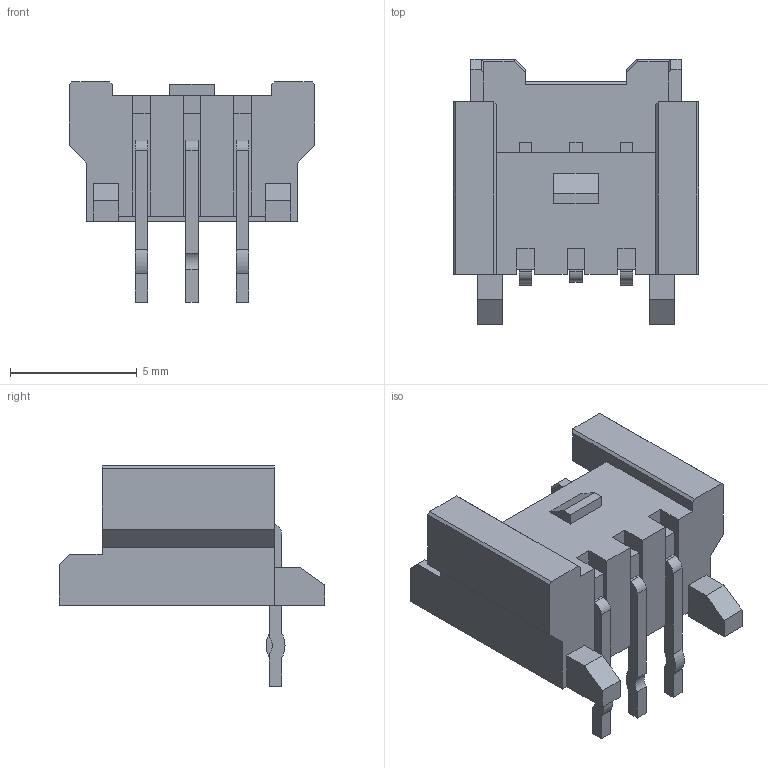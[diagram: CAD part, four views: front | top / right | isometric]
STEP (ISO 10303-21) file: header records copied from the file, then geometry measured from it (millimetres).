
FILE_DESCRIPTION(/* description */ (''),/* implementation_level */ '2;1');
FILE_NAME(/* name */ 'Molex353630360.step',/* time_stamp */ '2021-03-01T04:32:07-08:00',/* author */ (''),/* organization */ (''),/* preprocessor_version */ 'ST-DEVELOPER v18.1',/* originating_system */ 'Autodesk Translation Framework v9.7.1.1290',/* authorisation */ '');
FILE_SCHEMA (('AUTOMOTIVE_DESIGN { 1 0 10303 214 3 1 1 }'));
Length unit declared in the file: millimetre
Products named in the file (1): 353630360
Bounding box: 9.7 x 10.5 x 8.7 mm (x, y, z)
Volume: 176.9 mm3; surface area: 526.4 mm2
Topology: 1 solids, 1 shells, 160 faces, 442 edges, 288 vertices
Faces by surface type: plane 151, cylinder 9
Entity records: 5136 total; most frequent: CARTESIAN_POINT 891, ORIENTED_EDGE 884, DIRECTION 782, EDGE_CURVE 442, LINE 424, VECTOR 424, VERTEX_POINT 288, AXIS2_PLACEMENT_3D 179
